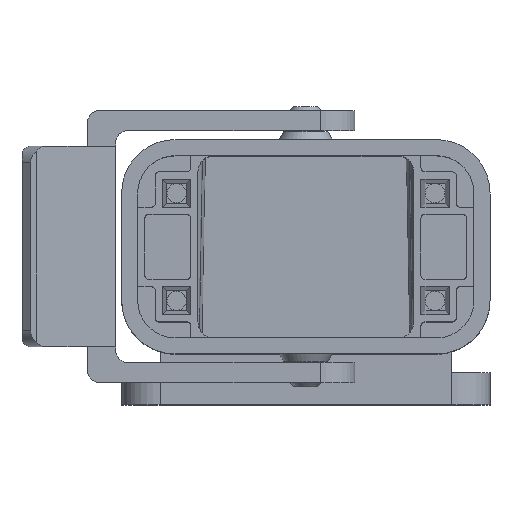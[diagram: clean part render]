
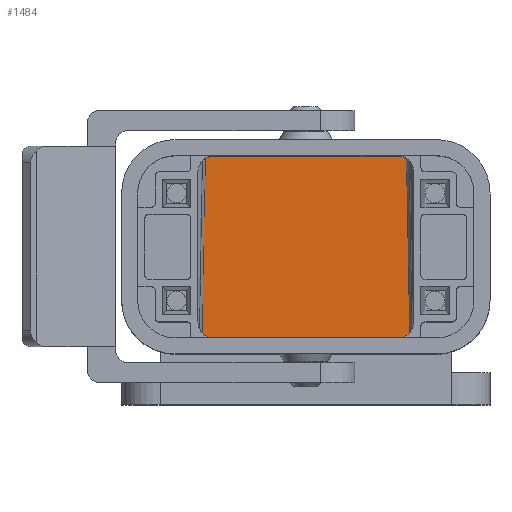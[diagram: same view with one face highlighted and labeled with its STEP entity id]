
A CAD part, top view. The second image highlights one B-rep face of the part: STEP entity #1484.
In plain terms, the highlighted planar face has unit normal (0, 0, 1).
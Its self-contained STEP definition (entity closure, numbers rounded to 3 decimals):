
#958=PLANE('',#9029);
#1484=ADVANCED_FACE('',(#2006),#958,.F.);
#2006=FACE_OUTER_BOUND('',#2461,.T.);
#2461=EDGE_LOOP('',(#5610,#5611,#5612,#5613,#5614,#5615,#5616,#5617));
#3187=LINE('',#13003,#3988);
#3195=LINE('',#13020,#3996);
#3197=LINE('',#13027,#3998);
#3213=LINE('',#13083,#4014);
#3217=LINE('',#13096,#4018);
#3224=LINE('',#13136,#4025);
#3226=LINE('',#13140,#4027);
#3227=LINE('',#13141,#4028);
#3988=VECTOR('',#10621,1.);
#3996=VECTOR('',#10635,1.);
#3998=VECTOR('',#10639,1.);
#4014=VECTOR('',#10679,1.);
#4018=VECTOR('',#10685,1.);
#4025=VECTOR('',#10724,1.);
#4027=VECTOR('',#10728,1.);
#4028=VECTOR('',#10729,1.);
#5610=ORIENTED_EDGE('',*,*,#7905,.F.);
#5611=ORIENTED_EDGE('',*,*,#7846,.F.);
#5612=ORIENTED_EDGE('',*,*,#7854,.F.);
#5613=ORIENTED_EDGE('',*,*,#7857,.F.);
#5614=ORIENTED_EDGE('',*,*,#7906,.F.);
#5615=ORIENTED_EDGE('',*,*,#7880,.T.);
#5616=ORIENTED_EDGE('',*,*,#7885,.T.);
#5617=ORIENTED_EDGE('',*,*,#7903,.T.);
#6910=VERTEX_POINT('',#12997);
#6913=VERTEX_POINT('',#13002);
#6919=VERTEX_POINT('',#13019);
#6920=VERTEX_POINT('',#13026);
#6937=VERTEX_POINT('',#13082);
#6938=VERTEX_POINT('',#13084);
#6942=VERTEX_POINT('',#13095);
#6952=VERTEX_POINT('',#13137);
#7846=EDGE_CURVE('',#6913,#6910,#3187,.T.);
#7854=EDGE_CURVE('',#6919,#6913,#3195,.T.);
#7857=EDGE_CURVE('',#6920,#6919,#3197,.T.);
#7880=EDGE_CURVE('',#6938,#6937,#3213,.T.);
#7885=EDGE_CURVE('',#6937,#6942,#3217,.T.);
#7903=EDGE_CURVE('',#6942,#6952,#3224,.T.);
#7905=EDGE_CURVE('',#6910,#6952,#3226,.T.);
#7906=EDGE_CURVE('',#6938,#6920,#3227,.T.);
#9029=AXIS2_PLACEMENT_3D('',#13142,#10730,#10731);
#10621=DIRECTION('',(0.108,0.994,0.));
#10635=DIRECTION('',(0.017,1.,0.));
#10639=DIRECTION('',(0.,1.,0.));
#10679=DIRECTION('',(0.,1.,0.));
#10685=DIRECTION('',(-0.017,1.,0.));
#10724=DIRECTION('',(-0.108,0.994,0.));
#10728=DIRECTION('',(1.,0.,0.));
#10729=DIRECTION('',(-1.,0.,0.));
#10730=DIRECTION('',(0.,0.,-1.));
#10731=DIRECTION('',(1.,0.,0.));
#12997=CARTESIAN_POINT('',(-14.,11.35,-42.9));
#13002=CARTESIAN_POINT('',(-16.001,-7.15,-42.9));
#13003=CARTESIAN_POINT('',(-13.813,13.078,-42.9));
#13019=CARTESIAN_POINT('',(-16.15,-15.65,-42.9));
#13020=CARTESIAN_POINT('',(-15.642,13.422,-42.9));
#13026=CARTESIAN_POINT('',(-16.15,-18.65,-42.9));
#13027=CARTESIAN_POINT('',(-16.15,13.45,-42.9));
#13082=CARTESIAN_POINT('',(16.15,-15.65,-42.9));
#13083=CARTESIAN_POINT('',(16.15,-15.65,-42.9));
#13084=CARTESIAN_POINT('',(16.15,-18.65,-42.9));
#13095=CARTESIAN_POINT('',(16.001,-7.15,-42.9));
#13096=CARTESIAN_POINT('',(16.167,-16.65,-42.9));
#13136=CARTESIAN_POINT('',(16.001,-7.15,-42.9));
#13137=CARTESIAN_POINT('',(14.,11.35,-42.9));
#13140=CARTESIAN_POINT('',(-17.25,11.35,-42.9));
#13141=CARTESIAN_POINT('',(14.149,-18.65,-42.9));
#13142=CARTESIAN_POINT('',(-17.25,13.45,-42.9));
